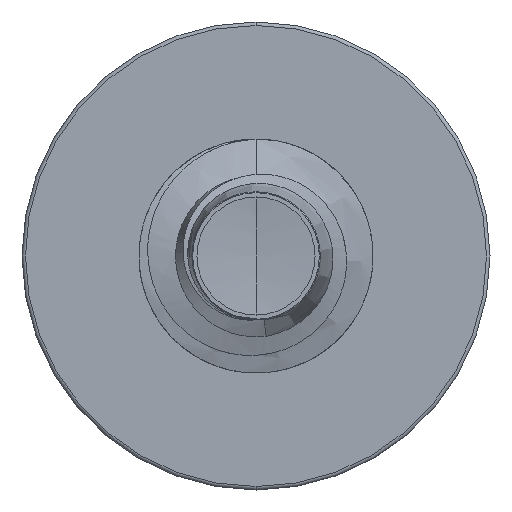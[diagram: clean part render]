
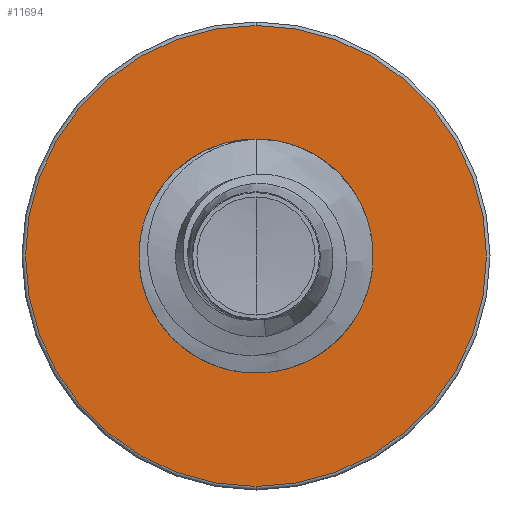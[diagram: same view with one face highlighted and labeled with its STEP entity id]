
A CAD part, front view. The second image highlights one B-rep face of the part: STEP entity #11694.
In plain terms, the highlighted planar face has unit normal (0, -1, 0).
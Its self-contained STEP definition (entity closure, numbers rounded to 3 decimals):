
#684 = CIRCLE ( 'NONE', #18003, 1.722 ) ;
#3016 = ORIENTED_EDGE ( 'NONE', *, *, #16264, .T. ) ;
#3224 = AXIS2_PLACEMENT_3D ( 'NONE', #9851, #9678, #9650 ) ;
#3653 = AXIS2_PLACEMENT_3D ( 'NONE', #11076, #11029, #11013 ) ;
#4326 = EDGE_LOOP ( 'NONE', ( #5445, #16454 ) ) ;
#5445 = ORIENTED_EDGE ( 'NONE', *, *, #16148, .F. ) ;
#5536 = DIRECTION ( 'NONE',  ( 0., 0., 1. ) ) ;
#5542 = DIRECTION ( 'NONE',  ( 0., 1., 0. ) ) ;
#5564 = CARTESIAN_POINT ( 'NONE',  ( 0., 12.5, 0. ) ) ;
#5726 = CARTESIAN_POINT ( 'NONE',  ( 0., 12.5, 1.722 ) ) ;
#7220 = CARTESIAN_POINT ( 'NONE',  ( 0., 12.5, 3.448 ) ) ;
#7400 = ORIENTED_EDGE ( 'NONE', *, *, #16316, .T. ) ;
#8146 = CIRCLE ( 'NONE', #11983, 3.448 ) ;
#9650 = DIRECTION ( 'NONE',  ( 0., 0., 1. ) ) ;
#9678 = DIRECTION ( 'NONE',  ( 0., 1., 0. ) ) ;
#9706 = PLANE ( 'NONE',  #3224 ) ;
#9713 = FACE_BOUND ( 'NONE', #12596, .T. ) ;
#9851 = CARTESIAN_POINT ( 'NONE',  ( 0., 12.5, -1.722 ) ) ;
#9903 = CIRCLE ( 'NONE', #3653, 3.448 ) ;
#9999 = CARTESIAN_POINT ( 'NONE',  ( 0., 12.5, -3.447 ) ) ;
#11013 = DIRECTION ( 'NONE',  ( 0., 0., 1. ) ) ;
#11029 = DIRECTION ( 'NONE',  ( 0., 1., 0. ) ) ;
#11076 = CARTESIAN_POINT ( 'NONE',  ( 0., 12.5, 0. ) ) ;
#11136 = DIRECTION ( 'NONE',  ( 0., 0., 1. ) ) ;
#11156 = DIRECTION ( 'NONE',  ( 0., 1., 0. ) ) ;
#11179 = CARTESIAN_POINT ( 'NONE',  ( 0., 12.5, 0. ) ) ;
#11694 = ADVANCED_FACE ( 'NONE', ( #14836, #9713 ), #9706, .F. ) ;
#11983 = AXIS2_PLACEMENT_3D ( 'NONE', #5564, #5542, #5536 ) ;
#12021 = VERTEX_POINT ( 'NONE', #9999 ) ;
#12559 = CARTESIAN_POINT ( 'NONE',  ( 0., 12.5, -1.722 ) ) ;
#12596 = EDGE_LOOP ( 'NONE', ( #7400, #3016 ) ) ;
#12798 = DIRECTION ( 'NONE',  ( 0., 0., 1. ) ) ;
#12802 = DIRECTION ( 'NONE',  ( 0., 1., 0. ) ) ;
#12838 = CARTESIAN_POINT ( 'NONE',  ( 0., 12.5, 0. ) ) ;
#13136 = VERTEX_POINT ( 'NONE', #7220 ) ;
#13941 = CIRCLE ( 'NONE', #17051, 1.722 ) ;
#14836 = FACE_OUTER_BOUND ( 'NONE', #4326, .T. ) ;
#16148 = EDGE_CURVE ( 'NONE', #13136, #12021, #8146, .T. ) ;
#16264 = EDGE_CURVE ( 'NONE', #16502, #17145, #13941, .T. ) ;
#16316 = EDGE_CURVE ( 'NONE', #17145, #16502, #684, .T. ) ;
#16319 = EDGE_CURVE ( 'NONE', #12021, #13136, #9903, .T. ) ;
#16454 = ORIENTED_EDGE ( 'NONE', *, *, #16319, .F. ) ;
#16502 = VERTEX_POINT ( 'NONE', #12559 ) ;
#17051 = AXIS2_PLACEMENT_3D ( 'NONE', #12838, #12802, #12798 ) ;
#17145 = VERTEX_POINT ( 'NONE', #5726 ) ;
#18003 = AXIS2_PLACEMENT_3D ( 'NONE', #11179, #11156, #11136 ) ;
